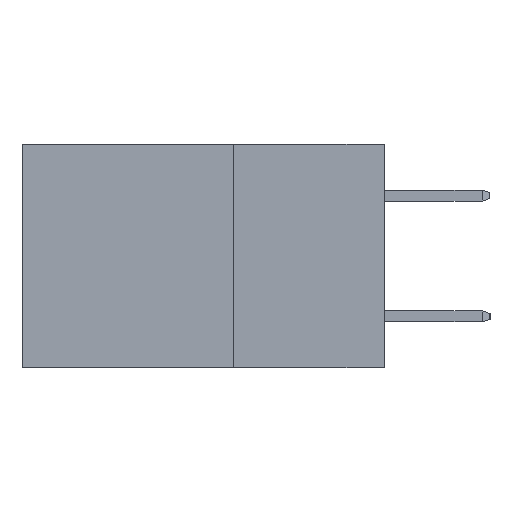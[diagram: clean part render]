
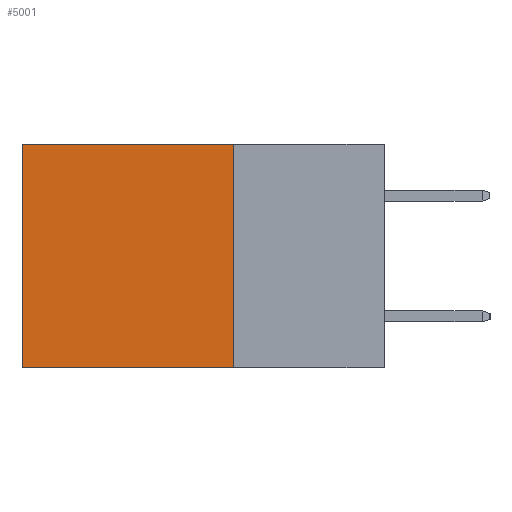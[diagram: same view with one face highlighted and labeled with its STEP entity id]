
A CAD part, left-side view. The second image highlights one B-rep face of the part: STEP entity #5001.
In plain terms, the highlighted planar face has unit normal (-1, 0, 0).
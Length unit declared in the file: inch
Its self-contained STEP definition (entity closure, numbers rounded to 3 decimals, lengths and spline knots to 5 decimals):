
#824 = VERTEX_POINT ( 'NONE', #8807 ) ;
#946 = EDGE_CURVE ( 'NONE', #9517, #4845, #3118, .T. ) ;
#1572 = CARTESIAN_POINT ( 'NONE',  ( 0.2615, 0.25, 0. ) ) ;
#1679 = DIRECTION ( 'NONE',  ( 0., 1., 0. ) ) ;
#1710 = FACE_OUTER_BOUND ( 'NONE', #11407, .T. ) ;
#2095 = DIRECTION ( 'NONE',  ( 0., 0., -1. ) ) ;
#2278 = EDGE_CURVE ( 'NONE', #824, #4845, #12455, .T. ) ;
#2491 = CARTESIAN_POINT ( 'NONE',  ( 0.2615, 0.25, -0.37 ) ) ;
#2754 = VERTEX_POINT ( 'NONE', #8308 ) ;
#3118 = LINE ( 'NONE', #3803, #10351 ) ;
#3258 = VECTOR ( 'NONE', #1679, 39.37008 ) ;
#3741 = CARTESIAN_POINT ( 'NONE',  ( 0.2615, 0.6, -0.37 ) ) ;
#3803 = CARTESIAN_POINT ( 'NONE',  ( 0.2615, 0.6, -0.37 ) ) ;
#4513 = EDGE_CURVE ( 'NONE', #2754, #824, #7067, .T. ) ;
#4670 = DIRECTION ( 'NONE',  ( 0., 0., -1. ) ) ;
#4831 = ORIENTED_EDGE ( 'NONE', *, *, #2278, .F. ) ;
#4845 = VERTEX_POINT ( 'NONE', #3741 ) ;
#5001 = ADVANCED_FACE ( 'NONE', ( #1710 ), #10151, .F. ) ;
#5323 = EDGE_CURVE ( 'NONE', #2754, #9517, #8594, .T. ) ;
#7067 = LINE ( 'NONE', #2491, #9214 ) ;
#7425 = VECTOR ( 'NONE', #11483, 39.37008 ) ;
#7482 = ORIENTED_EDGE ( 'NONE', *, *, #4513, .F. ) ;
#8308 = CARTESIAN_POINT ( 'NONE',  ( 0.2615, 0.25, 0. ) ) ;
#8594 = LINE ( 'NONE', #1572, #3258 ) ;
#8807 = CARTESIAN_POINT ( 'NONE',  ( 0.2615, 0.25, -0.37 ) ) ;
#9214 = VECTOR ( 'NONE', #2095, 39.37008 ) ;
#9517 = VERTEX_POINT ( 'NONE', #12459 ) ;
#9783 = AXIS2_PLACEMENT_3D ( 'NONE', #10148, #10137, #10108 ) ;
#10108 = DIRECTION ( 'NONE',  ( 0., 0., -1. ) ) ;
#10137 = DIRECTION ( 'NONE',  ( 1., 0., 0. ) ) ;
#10148 = CARTESIAN_POINT ( 'NONE',  ( 0.2615, 0.25, -0.37 ) ) ;
#10151 = PLANE ( 'NONE',  #9783 ) ;
#10351 = VECTOR ( 'NONE', #4670, 39.37008 ) ;
#11407 = EDGE_LOOP ( 'NONE', ( #11722, #4831, #7482, #12253 ) ) ;
#11446 = CARTESIAN_POINT ( 'NONE',  ( 0.2615, 0.25, -0.37 ) ) ;
#11483 = DIRECTION ( 'NONE',  ( 0., 1., 0. ) ) ;
#11722 = ORIENTED_EDGE ( 'NONE', *, *, #946, .T. ) ;
#12253 = ORIENTED_EDGE ( 'NONE', *, *, #5323, .T. ) ;
#12455 = LINE ( 'NONE', #11446, #7425 ) ;
#12459 = CARTESIAN_POINT ( 'NONE',  ( 0.2615, 0.6, 0. ) ) ;
